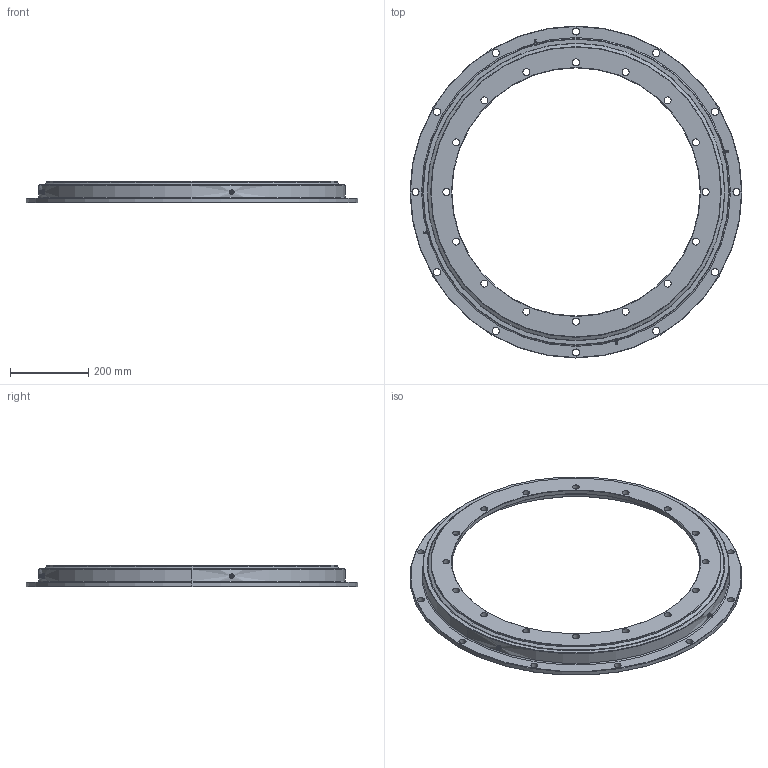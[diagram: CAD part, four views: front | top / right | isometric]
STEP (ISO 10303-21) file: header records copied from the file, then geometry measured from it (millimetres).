
FILE_DESCRIPTION (( 'STEP AP214' ), '1' );
FILE_NAME ('SD.850.20.00.C.STEP', '2016-07-19T06:33:20', ( '' ), ( '' ), 'SwSTEP 2.0', 'SolidWorks 2015', '' );
FILE_SCHEMA (( 'AUTOMOTIVE_DESIGN' ));
Length unit declared in the file: millimetre
Products named in the file (7): A.848.B20C.A1N.0 - OR Seal; Grease nipple M10x1mm; A.848.B20C.A1N.0 - IR Seal; Ball D20; A.848.B20C.A1N.0 - OR; A.848.B20C.A1N.0 - IR; SD.850.20.00.C
Assembly tree (108 placements, depth 2):
  SD.850.20.00.C
    A.848.B20C.A1N.0 - IR
    A.848.B20C.A1N.0 - OR
    Ball D20  x100
    A.848.B20C.A1N.0 - IR Seal
    A.848.B20C.A1N.0 - OR Seal
    Grease nipple M10x1mm  x4
Bounding box: 848 x 848 x 56 mm (x, y, z)
Volume: 5618020.2 mm3; surface area: 1323605 mm2
Topology: 108 solids, 108 shells, 521 faces, 1455 edges, 962 vertices
Faces by surface type: sphere 200, cylinder 116, cone 100, plane 56, torus 49
Entity records: 8402 total; most frequent: CARTESIAN_POINT 1867, DIRECTION 1430, ORIENTED_EDGE 1082, AXIS2_PLACEMENT_3D 645, EDGE_CURVE 541, VERTEX_POINT 338, CIRCLE 313, EDGE_LOOP 301
